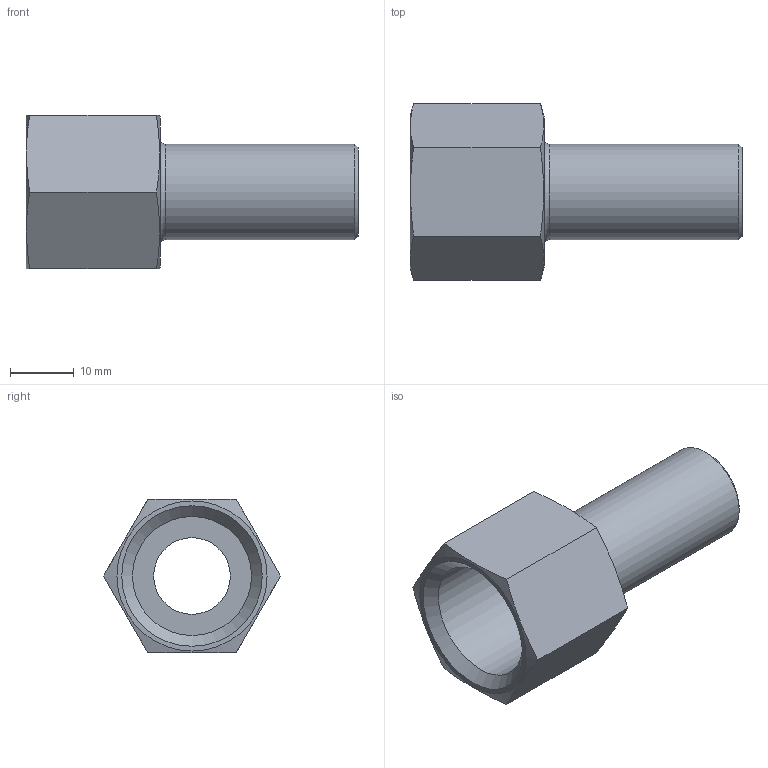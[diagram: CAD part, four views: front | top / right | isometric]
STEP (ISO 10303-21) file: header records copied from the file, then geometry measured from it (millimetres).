
FILE_DESCRIPTION(/* description */ ('Manicotto con Inserim. Filetto F 1/2"x15 REF 393'),/* implementation_level */ '2;1');
FILE_NAME(/* name */ '393102015_Steelpres.stp',/* time_stamp */ '2022-10-24T08:07:58+02:00',/* author */ ('Vault'),/* organization */ ('Raccorderie metalliche s.p.a. '),/* preprocessor_version */ 'ST-DEVELOPER v18.1',/* originating_system */ 'Autodesk Inventor 2020',/* authorisation */ 'Raccorderie metalliche s.p.a. ');
FILE_SCHEMA (('AUTOMOTIVE_DESIGN { 1 0 10303 214 3 1 1 }'));
Length unit declared in the file: millimetre
Products named in the file (1): 393102015_Steelpres
Bounding box: 52 x 27.71 x 24 mm (x, y, z)
Volume: 7087.6 mm3; surface area: 6183.8 mm2
Topology: 1 solids, 1 shells, 19 faces, 51 edges, 36 vertices
Faces by surface type: plane 10, cone 5, cylinder 3, torus 1
Full cylindrical faces by diameter (mm): 12 x1, 15 x1, 18.631 x1
Entity records: 647 total; most frequent: CARTESIAN_POINT 135, ORIENTED_EDGE 102, DIRECTION 100, EDGE_CURVE 51, AXIS2_PLACEMENT_3D 43, VERTEX_POINT 36, EDGE_LOOP 23, CIRCLE 23
